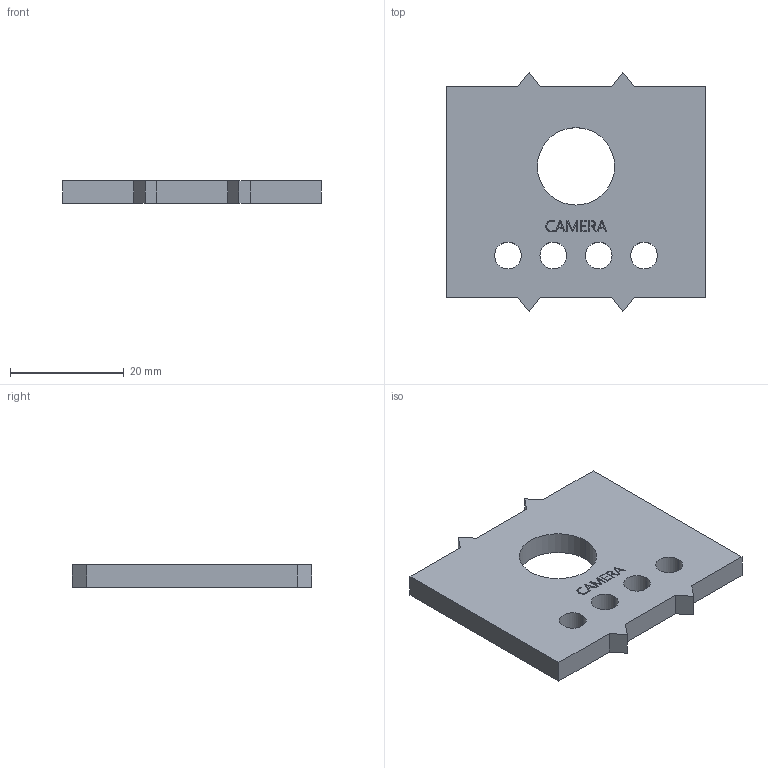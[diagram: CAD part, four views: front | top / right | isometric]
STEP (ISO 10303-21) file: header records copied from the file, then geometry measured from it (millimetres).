
FILE_DESCRIPTION (( 'STEP AP214' ), '1' );
FILE_NAME ('Modular bracket.STEP', '2023-02-12T22:04:26', ( '' ), ( '' ), 'SwSTEP 2.0', 'SolidWorks 2022', '' );
FILE_SCHEMA (( 'AUTOMOTIVE_DESIGN' ));
Length unit declared in the file: millimetre
Products named in the file (1): Modular bracket
Bounding box: 45.5 x 42 x 4 mm (x, y, z)
Volume: 5954.2 mm3; surface area: 4096 mm2
Topology: 1 solids, 1 shells, 127 faces, 348 edges, 232 vertices
Faces by surface type: plane 93, bspline 24, cylinder 10
Entity records: 5992 total; most frequent: CARTESIAN_POINT 1796, ORIENTED_EDGE 696, DIRECTION 528, EDGE_CURVE 348, LINE 280, VECTOR 280, VERTEX_POINT 232, EDGE_LOOP 146
